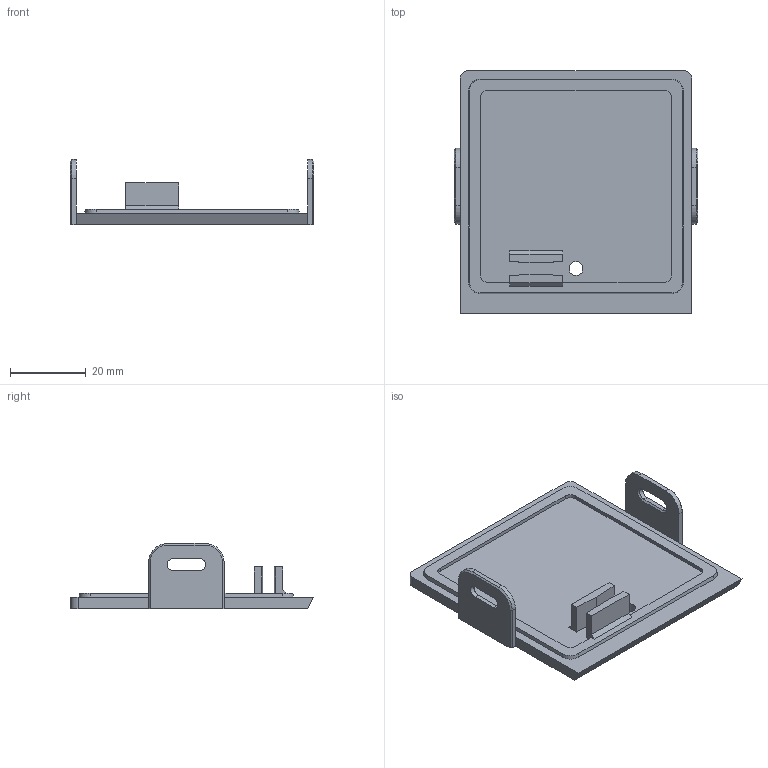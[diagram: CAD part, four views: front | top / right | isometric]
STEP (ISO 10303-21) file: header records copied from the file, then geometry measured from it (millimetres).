
FILE_DESCRIPTION(('FreeCAD Model'),'2;1');
FILE_NAME('Open CASCADE Shape Model','2024-05-03T14:33:37',(''),(''), 'Open CASCADE STEP processor 7.7','FreeCAD','Unknown');
FILE_SCHEMA(('AP242_MANAGED_MODEL_BASED_3D_ENGINEERING_MIM_LF. {1 0 10303 442 1 1 4 }'));
Length unit declared in the file: millimetre
Products named in the file (1): backplate
Bounding box: 64.4 x 64.2 x 17.2 mm (x, y, z)
Volume: 13664.7 mm3; surface area: 10629 mm2
Topology: 1 solids, 1 shells, 84 faces, 221 edges, 142 vertices
Faces by surface type: plane 57, cylinder 15, cone 12
Full cylindrical faces by diameter (mm): 3.7 x1
Entity records: 5457 total; most frequent: CARTESIAN_POINT 1004, DIRECTION 820, LINE 531, VECTOR 531, ORIENTED_EDGE 442, PCURVE 442, DEFINITIONAL_REPRESENTATION 442, EDGE_CURVE 221
